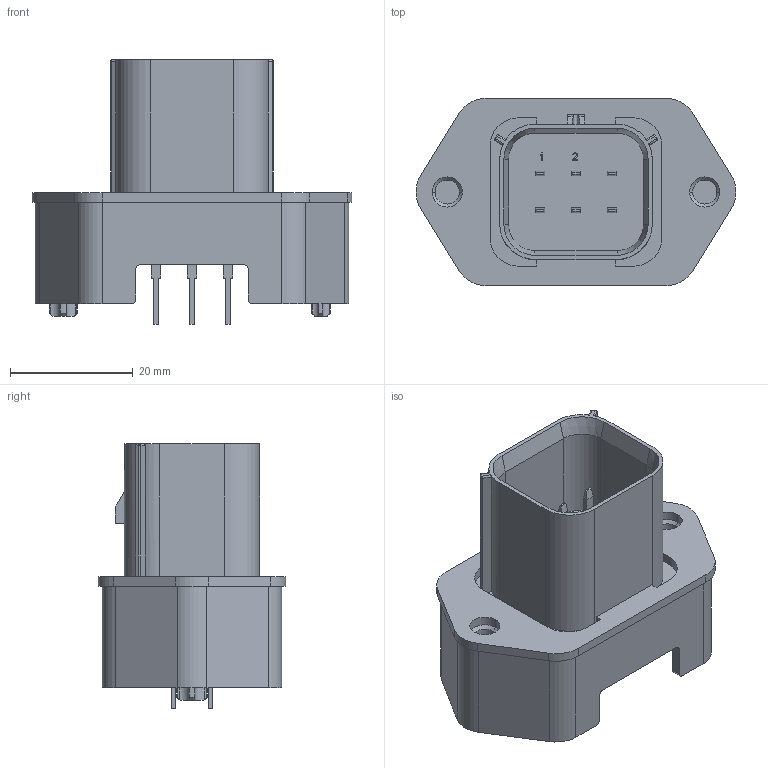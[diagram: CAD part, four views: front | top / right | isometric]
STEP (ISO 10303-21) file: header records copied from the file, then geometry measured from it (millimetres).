
FILE_DESCRIPTION((''),'2;1');
FILE_NAME('194280004','2014-03-20T',('me'),(''),'PRO/ENGINEER BY PARAMETRIC TECHNOLOGY CORPORATION, 2011490','PRO/ENGINEER BY PARAMETRIC TECHNOLOGY CORPORATION, 2011490','');
FILE_SCHEMA(('CONFIG_CONTROL_DESIGN'));
Length unit declared in the file: inch
Products named in the file (1): 194280004
Bounding box: 52.04 x 30.48 x 42.98 mm (x, y, z)
Volume: 11442.3 mm3; surface area: 11340.4 mm2
Topology: 1 solids, 1 shells, 412 faces, 1086 edges, 706 vertices
Faces by surface type: plane 267, cylinder 107, cone 16, torus 14, sphere 8
Entity records: 12622 total; most frequent: CARTESIAN_POINT 2287, DIRECTION 2134, ORIENTED_EDGE 2108, EDGE_CURVE 1054, VECTOR 784, LINE 784, AXIS2_PLACEMENT_3D 675, VERTEX_POINT 670
